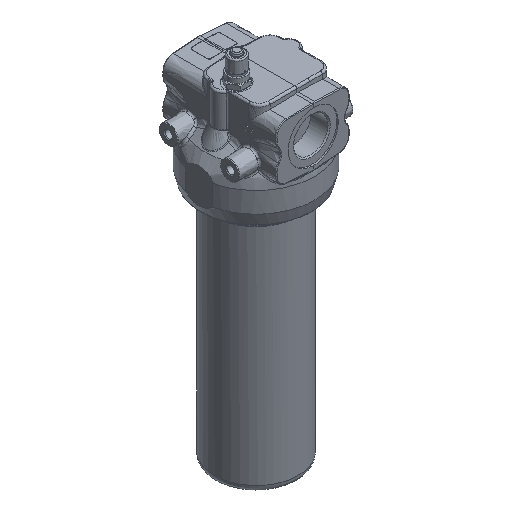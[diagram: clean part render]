
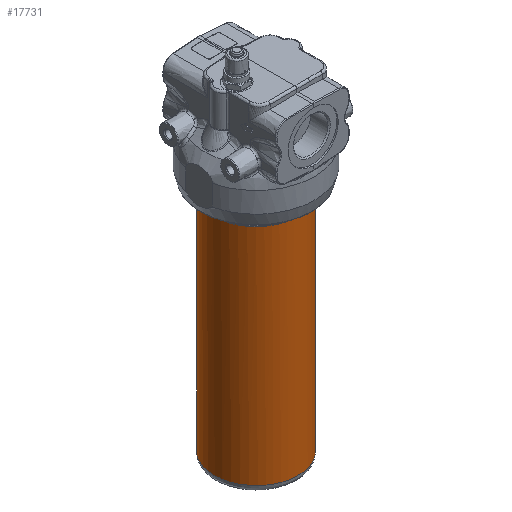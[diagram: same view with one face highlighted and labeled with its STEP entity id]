
A CAD part, isometric view. The second image highlights one B-rep face of the part: STEP entity #17731.
In plain terms, the highlighted free-form (B-spline) face has degree [2, 1] with [7, 2] control points.
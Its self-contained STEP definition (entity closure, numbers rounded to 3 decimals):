
#17644=CARTESIAN_POINT('V61',(54.5,15.,
   -305.088));
#17645=VERTEX_POINT('V61',#17644);
#17659=CARTESIAN_POINT('E98',(54.5,15.,
   -305.088));
#17660=CARTESIAN_POINT('E98',(54.5,-79.397,
   -305.088));
#17661=CARTESIAN_POINT('E98',(-27.25,
   -32.198,-305.088));
#17662=CARTESIAN_POINT('E98',(-109.0,15.,
   -305.088));
#17663=CARTESIAN_POINT('E98',(-27.25,62.198,
   -305.088));
#17664=CARTESIAN_POINT('E98',(54.5,109.397,
   -305.088));
#17665=CARTESIAN_POINT('E98',(54.5,15.,
   -305.088));
#17673=(BOUNDED_CURVE()B_SPLINE_CURVE(2,(#17659,#17660,#17661,
   #17662,#17663,#17664,#17665),.CIRCULAR_ARC.,.T.,.U.)
   B_SPLINE_CURVE_WITH_KNOTS((3,2,2,3),(0.0,9.805,
   19.61,29.415),.UNSPECIFIED.)CURVE()
   GEOMETRIC_REPRESENTATION_ITEM()RATIONAL_B_SPLINE_CURVE((1.0,
   0.5,1.0,0.5,1.0,0.5,1.0)
   )REPRESENTATION_ITEM('E98'));
#17674=EDGE_CURVE('E98',#17645,#17645,#17673,.T.);
#17681=CARTESIAN_POINT('F41',(54.5,15.,
   -14.208));
#17682=CARTESIAN_POINT('F41',(54.5,-79.397,
   -14.208));
#17683=CARTESIAN_POINT('F41',(-27.25,
   -32.198,-14.208));
#17684=CARTESIAN_POINT('F41',(-109.0,15.,
   -14.208));
#17685=CARTESIAN_POINT('F41',(-27.25,62.198,
   -14.208));
#17686=CARTESIAN_POINT('F41',(54.5,109.397,
   -14.208));
#17687=CARTESIAN_POINT('F41',(54.5,15.,
   -14.208));
#17688=CARTESIAN_POINT('F41',(54.5,15.,
   -305.088));
#17689=CARTESIAN_POINT('F41',(54.5,-79.397,
   -305.088));
#17690=CARTESIAN_POINT('F41',(-27.25,
   -32.198,-305.088));
#17691=CARTESIAN_POINT('F41',(-109.0,15.,
   -305.088));
#17692=CARTESIAN_POINT('F41',(-27.25,62.198,
   -305.088));
#17693=CARTESIAN_POINT('F41',(54.5,109.397,
   -305.088));
#17694=CARTESIAN_POINT('F41',(54.5,15.,
   -305.088));
#17702=(BOUNDED_SURFACE()B_SPLINE_SURFACE(2,1,((#17681,#17688),(
   #17682,#17689),(#17683,#17690),(#17684,#17691),(#17685,
   #17692),(#17686,#17693),(#17687,#17694)),.CYLINDRICAL_SURF.,
   .T.,.F.,.U.)B_SPLINE_SURFACE_WITH_KNOTS((3,2,2,3),(2,2),(0.0,
   0.649,1.298,1.947),(0.0,1.0),
   .UNSPECIFIED.)GEOMETRIC_REPRESENTATION_ITEM()
   RATIONAL_B_SPLINE_SURFACE(((1.0,1.0),(0.5,
   0.5),(1.0,1.0),(0.5,
   0.5),(1.0,1.0),(0.5,
   0.5),(1.0,1.0)))REPRESENTATION_ITEM('F41')SURFACE(
   ));
#17703=CARTESIAN_POINT('V62',(54.5,15.,
   -14.208));
#17704=VERTEX_POINT('V62',#17703);
#17705=CARTESIAN_POINT('E99',(54.5,15.,
   -305.088));
#17706=CARTESIAN_POINT('E99',(54.5,15.,
   -14.208));
#17707=QUASI_UNIFORM_CURVE('E99',1,(#17705,#17706),.POLYLINE_FORM.,
   .F.,.U.);
#17708=EDGE_CURVE('E99',#17645,#17704,#17707,.T.);
#17709=ORIENTED_EDGE('E99',*,*,#17708,.T.);
#17710=CARTESIAN_POINT('E100',(54.5,15.,
   -14.208));
#17711=CARTESIAN_POINT('E100',(54.5,
   109.397,-14.208));
#17712=CARTESIAN_POINT('E100',(-27.25,
   62.198,-14.208));
#17713=CARTESIAN_POINT('E100',(-109.0,15.,
   -14.208));
#17714=CARTESIAN_POINT('E100',(-27.25,
   -32.198,-14.208));
#17715=CARTESIAN_POINT('E100',(54.5,
   -79.397,-14.208));
#17716=CARTESIAN_POINT('E100',(54.5,15.,
   -14.208));
#17724=(BOUNDED_CURVE()B_SPLINE_CURVE(2,(#17710,#17711,#17712,
   #17713,#17714,#17715,#17716),.CIRCULAR_ARC.,.T.,.U.)
   B_SPLINE_CURVE_WITH_KNOTS((3,2,2,3),(0.0,0.649,
   1.298,1.947),.UNSPECIFIED.)CURVE()
   GEOMETRIC_REPRESENTATION_ITEM()RATIONAL_B_SPLINE_CURVE((1.0,
   0.5,1.0,0.5,1.0,0.5,1.0)
   )REPRESENTATION_ITEM('E100'));
#17725=EDGE_CURVE('E100',#17704,#17704,#17724,.T.);
#17726=ORIENTED_EDGE('E100',*,*,#17725,.F.);
#17727=ORIENTED_EDGE('E99',*,*,#17708,.F.);
#17728=ORIENTED_EDGE('E98',*,*,#17674,.F.);
#17729=EDGE_LOOP('F41',(#17709,#17726,#17727,#17728));
#17730=FACE_OUTER_BOUND('F41',#17729,.T.);
#17731=ADVANCED_FACE('F41',(#17730),#17702,.T.);
